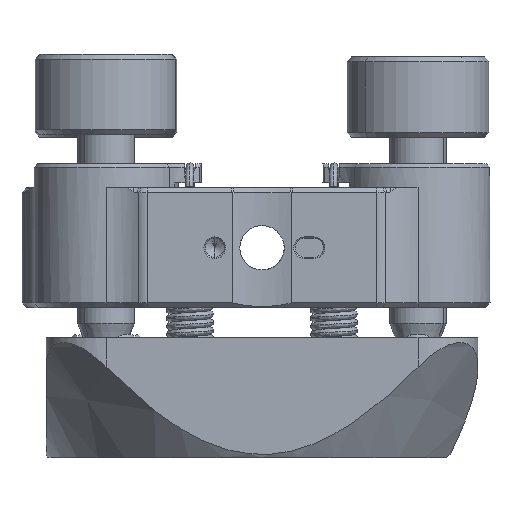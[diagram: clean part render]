
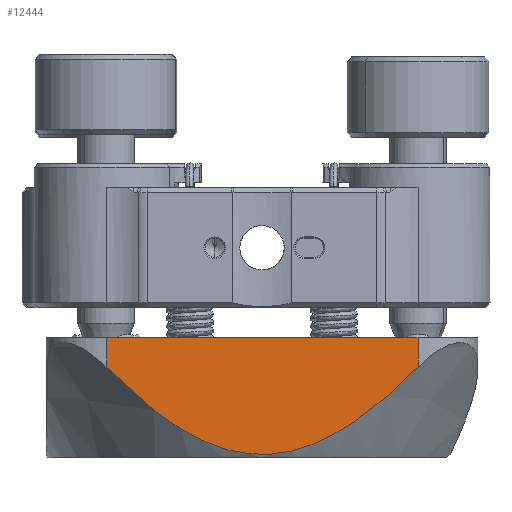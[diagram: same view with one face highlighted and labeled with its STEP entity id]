
A CAD part, front view. The second image highlights one B-rep face of the part: STEP entity #12444.
In plain terms, the highlighted planar face has unit normal (0, -1, 0).
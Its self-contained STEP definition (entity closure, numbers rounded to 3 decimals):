
#294 = LINE ( 'NONE', #13201, #4522 ) ;
#849 = CARTESIAN_POINT ( 'NONE',  ( 4.395, -22.86, -24.465 ) ) ;
#952 = CARTESIAN_POINT ( 'NONE',  ( -14.214, -22.86, -18.192 ) ) ;
#1061 = CARTESIAN_POINT ( 'NONE',  ( 10.465, -22.86, -21.245 ) ) ;
#1172 = LINE ( 'NONE', #2684, #5186 ) ;
#1279 = CARTESIAN_POINT ( 'NONE',  ( -10.444, -22.86, -21.26 ) ) ;
#2053 = VERTEX_POINT ( 'NONE', #8602 ) ;
#2270 = ORIENTED_EDGE ( 'NONE', *, *, #16491, .T. ) ;
#2580 = CARTESIAN_POINT ( 'NONE',  ( 12.384, -22.86, -19.757 ) ) ;
#2684 = CARTESIAN_POINT ( 'NONE',  ( 16.51, -22.86, -12.827 ) ) ;
#2685 = CARTESIAN_POINT ( 'NONE',  ( -2.03, -22.86, -25.035 ) ) ;
#3524 = CARTESIAN_POINT ( 'NONE',  ( -16.51, -22.86, -25.527 ) ) ;
#4077 = CARTESIAN_POINT ( 'NONE',  ( -1.628, -22.86, -25.091 ) ) ;
#4207 = VERTEX_POINT ( 'NONE', #20799 ) ;
#4303 = DIRECTION ( 'NONE',  ( 1., 0., 0. ) ) ;
#4412 = CARTESIAN_POINT ( 'NONE',  ( 9.796, -22.86, -21.716 ) ) ;
#4522 = VECTOR ( 'NONE', #19434, 1000. ) ;
#4943 = VERTEX_POINT ( 'NONE', #12597 ) ;
#5186 = VECTOR ( 'NONE', #9245, 1000. ) ;
#5680 = CARTESIAN_POINT ( 'NONE',  ( -16.51, -22.86, -15.938 ) ) ;
#5793 = CARTESIAN_POINT ( 'NONE',  ( -5.161, -22.86, -24.194 ) ) ;
#5909 = CARTESIAN_POINT ( 'NONE',  ( 15.383, -22.86, -17.08 ) ) ;
#7391 = EDGE_CURVE ( 'NONE', #4943, #2053, #15218, .T. ) ;
#7641 = CARTESIAN_POINT ( 'NONE',  ( 11.758, -22.86, -20.266 ) ) ;
#7734 = CARTESIAN_POINT ( 'NONE',  ( -3.224, -22.86, -24.816 ) ) ;
#7735 = FACE_OUTER_BOUND ( 'NONE', #9993, .T. ) ;
#8555 = EDGE_CURVE ( 'NONE', #4943, #15330, #14741, .T. ) ;
#8602 = CARTESIAN_POINT ( 'NONE',  ( -16.51, -22.86, -12.827 ) ) ;
#9040 = CARTESIAN_POINT ( 'NONE',  ( 2.82, -22.86, -24.89 ) ) ;
#9245 = DIRECTION ( 'NONE',  ( -1., 0., 0. ) ) ;
#9246 = CARTESIAN_POINT ( 'NONE',  ( 0.82, -22.86, -25.184 ) ) ;
#9316 = CARTESIAN_POINT ( 'NONE',  ( 16.51, -22.86, -15.938 ) ) ;
#9352 = CARTESIAN_POINT ( 'NONE',  ( 3.216, -22.86, -24.801 ) ) ;
#9449 = CARTESIAN_POINT ( 'NONE',  ( -15.382, -22.86, -17.082 ) ) ;
#9993 = EDGE_LOOP ( 'NONE', ( #13218, #15227, #11162, #2270 ) ) ;
#10068 = DIRECTION ( 'NONE',  ( 0., 0., 1. ) ) ;
#10633 = CARTESIAN_POINT ( 'NONE',  ( -0.816, -22.86, -25.166 ) ) ;
#10746 = CARTESIAN_POINT ( 'NONE',  ( 6.317, -22.86, -23.784 ) ) ;
#10842 = CARTESIAN_POINT ( 'NONE',  ( 16.51, -22.86, -25.527 ) ) ;
#11063 = CARTESIAN_POINT ( 'NONE',  ( -5.543, -22.86, -24.042 ) ) ;
#11162 = ORIENTED_EDGE ( 'NONE', *, *, #16069, .T. ) ;
#12238 = CARTESIAN_POINT ( 'NONE',  ( -6.655, -22.86, -23.545 ) ) ;
#12343 = CARTESIAN_POINT ( 'NONE',  ( -6.289, -22.86, -23.719 ) ) ;
#12444 = ADVANCED_FACE ( 'NONE', ( #7735 ), #20624, .F. ) ;
#12458 = CARTESIAN_POINT ( 'NONE',  ( 16.51, -22.86, -15.938 ) ) ;
#12597 = CARTESIAN_POINT ( 'NONE',  ( -16.51, -22.86, -15.938 ) ) ;
#12969 = VECTOR ( 'NONE', #10068, 1000. ) ;
#13089 = AXIS2_PLACEMENT_3D ( 'NONE', #10842, #17630, #4303 ) ;
#13201 = CARTESIAN_POINT ( 'NONE',  ( 16.51, -22.86, -25.527 ) ) ;
#13218 = ORIENTED_EDGE ( 'NONE', *, *, #7391, .F. ) ;
#14741 = B_SPLINE_CURVE_WITH_KNOTS ( 'NONE', 3,
 ( #5680, #9449, #952, #17629, #17190, #1279, #19109, #20506, #15997, #12238, #12343, #11063, #5793, #20621, #7734, #2685, #4077, #10633, #18898, #9246, #17520, #9040, #9352, #15571, #849, #10746, #17299, #4412, #1061, #7641, #2580, #15678, #5909, #12458 ),
 .UNSPECIFIED., .F., .F.,
 ( 4, 2, 2, 2, 2, 2, 2, 2, 2, 2, 2, 2, 2, 2, 2, 2, 4 ),
 ( 0.024, 0.028, 0.031, 0.033, 0.036, 0.037, 0.038, 0.04, 0.042, 0.043, 0.045, 0.046, 0.048, 0.052, 0.055, 0.057, 0.062 ),
 .UNSPECIFIED. ) ;
#15218 = LINE ( 'NONE', #3524, #12969 ) ;
#15227 = ORIENTED_EDGE ( 'NONE', *, *, #8555, .T. ) ;
#15330 = VERTEX_POINT ( 'NONE', #9316 ) ;
#15571 = CARTESIAN_POINT ( 'NONE',  ( 4.002, -22.86, -24.588 ) ) ;
#15678 = CARTESIAN_POINT ( 'NONE',  ( 14.22, -22.86, -18.186 ) ) ;
#15997 = CARTESIAN_POINT ( 'NONE',  ( -7.735, -22.86, -22.997 ) ) ;
#16069 = EDGE_CURVE ( 'NONE', #15330, #4207, #294, .T. ) ;
#16491 = EDGE_CURVE ( 'NONE', #4207, #2053, #1172, .T. ) ;
#17190 = CARTESIAN_POINT ( 'NONE',  ( -11.733, -22.86, -20.285 ) ) ;
#17299 = CARTESIAN_POINT ( 'NONE',  ( 7.747, -22.86, -23.031 ) ) ;
#17520 = CARTESIAN_POINT ( 'NONE',  ( 1.626, -22.86, -25.108 ) ) ;
#17629 = CARTESIAN_POINT ( 'NONE',  ( -12.364, -22.86, -19.774 ) ) ;
#17630 = DIRECTION ( 'NONE',  ( 0., 1., 0. ) ) ;
#18898 = CARTESIAN_POINT ( 'NONE',  ( -0.404, -22.86, -25.185 ) ) ;
#19109 = CARTESIAN_POINT ( 'NONE',  ( -9.785, -22.86, -21.723 ) ) ;
#19434 = DIRECTION ( 'NONE',  ( 0., 0., 1. ) ) ;
#20506 = CARTESIAN_POINT ( 'NONE',  ( -8.431, -22.86, -22.592 ) ) ;
#20621 = CARTESIAN_POINT ( 'NONE',  ( -4.006, -22.86, -24.602 ) ) ;
#20624 = PLANE ( 'NONE',  #13089 ) ;
#20799 = CARTESIAN_POINT ( 'NONE',  ( 16.51, -22.86, -12.827 ) ) ;
